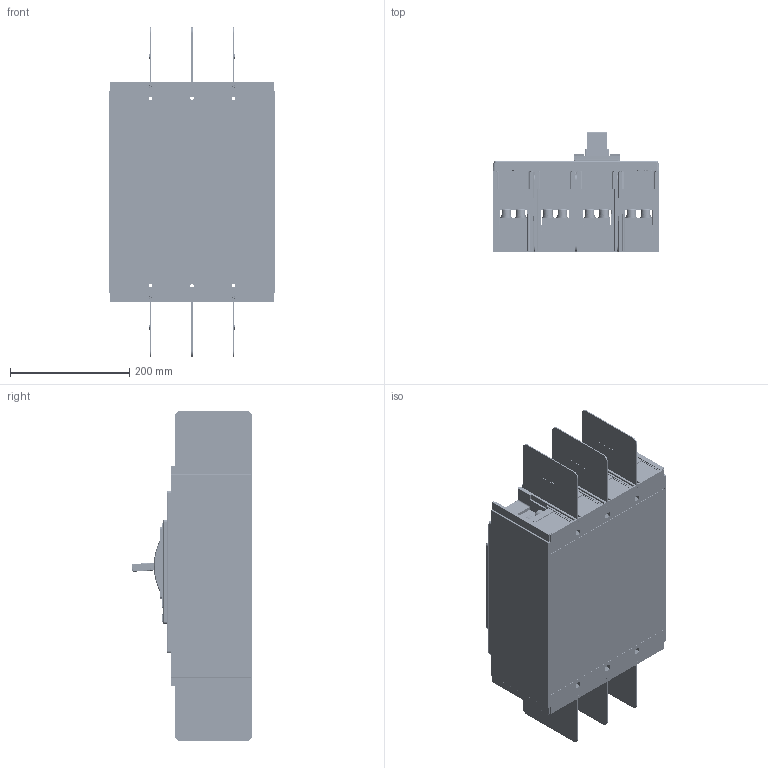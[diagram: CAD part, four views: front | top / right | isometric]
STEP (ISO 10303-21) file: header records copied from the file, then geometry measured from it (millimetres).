
FILE_DESCRIPTION((''),'2;1');
FILE_NAME('NXMS-1250-4P-V01_ASM','2022-10-14T15:12:15',('cjunsong'),(''),'CREO PARAMETRIC BY PTC INC, 2020044','CREO PARAMETRIC BY PTC INC, 2020044','');
FILE_SCHEMA(('CONFIG_CONTROL_DESIGN','SHAPE_APPEARANCE_LAYERS_GROUPS'));
Products named in the file (29): 5-024-801_1; AM4X12_GB809_4; 5-024-801_ASM_1_ASM; 8-585-1267VU_1; 8-585-1346_1; 8-315-396_AF0_1; AM4X10_GB809_4; AM3X6_GB809_4; 8-128-234_2; 5-315-396_ASM_1_ASM; 8-310-402_1; 8-253-383_1; 8-742-1889_1; 8-307-102_1; NXMS-1600S-4P-1600A_ASM_6_ASM; C; O; H; N; T; 4P_DAI; 5-864-017N_ASM; SP110864455_1; M4X8_GB823_3_1_1; M4X30_GB823_10_1_1; 8ZTD_742_1769; 8-253-671_47_1_1; 8-310-408; NXMS-1250-4P-V01_ASM
Assembly tree (79 placements, depth 4):
  NXMS-1250-4P-V01_ASM
    NXMS-1600S-4P-1600A_ASM_6_ASM
      5-024-801_ASM_1_ASM
        5-024-801_1
        AM4X12_GB809_4  x9
      8-585-1267VU_1  x4
      8-585-1346_1  x4
      5-315-396_ASM_1_ASM
        8-315-396_AF0_1
        AM4X10_GB809_4  x4
        AM3X6_GB809_4
        8-128-234_2  x2
      8-310-402_1
      8-253-383_1
      8-742-1889_1  x6
      8-307-102_1  x8
    5-864-017N_ASM
      C
      O
      H
      N
      T
      4P_DAI
    SP110864455_1  x16
    M4X8_GB823_3_1_1  x4
    M4X30_GB823_10_1_1  x4
    8ZTD_742_1769
    8-253-671_47_1_1
    8-310-408
Bounding box: 280 x 202.07 x 554 mm (x, y, z)
Volume: 5628775.5 mm3; surface area: 2199507.7 mm2
Topology: 77 solids, 130 shells, 7968 faces, 21709 edges, 14154 vertices
Faces by surface type: plane 5139, cylinder 1824, cone 417, extrusion 328, torus 102, bspline 79, sphere 78, revolution 1
Entity records: 200552 total; most frequent: CARTESIAN_POINT 38429, ORIENTED_EDGE 30880, DIRECTION 28549, EDGE_CURVE 15471, VECTOR 11740, LINE 11412, VERTEX_POINT 10197, AXIS2_PLACEMENT_3D 8404
